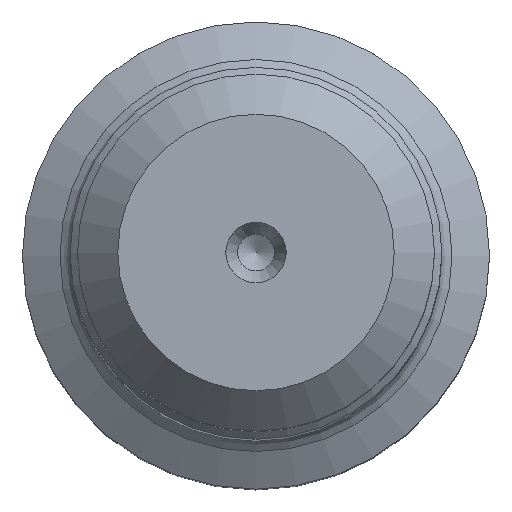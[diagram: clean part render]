
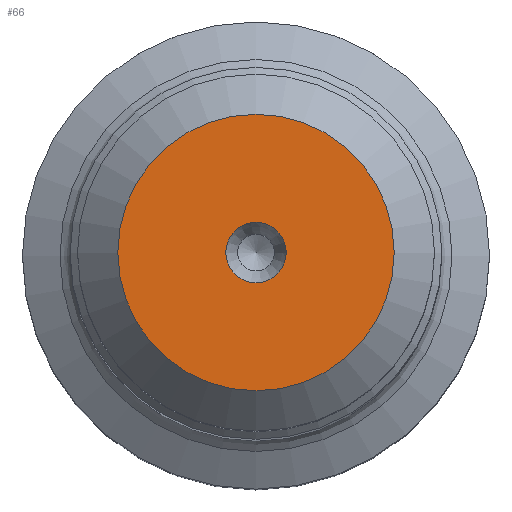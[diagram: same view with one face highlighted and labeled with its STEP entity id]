
A CAD part, top view. The second image highlights one B-rep face of the part: STEP entity #66.
In plain terms, the highlighted planar face has unit normal (0, 0, 1).
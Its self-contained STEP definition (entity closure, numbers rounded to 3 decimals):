
#46=PLANE('',#320);
#66=ADVANCED_FACE('',(#100,#101),#46,.F.);
#100=FACE_BOUND('',#138,.T.);
#101=FACE_BOUND('',#139,.T.);
#138=EDGE_LOOP('',(#176));
#139=EDGE_LOOP('',(#177));
#176=ORIENTED_EDGE('',*,*,#230,.T.);
#177=ORIENTED_EDGE('',*,*,#231,.T.);
#209=VERTEX_POINT('',#486);
#210=VERTEX_POINT('',#488);
#230=EDGE_CURVE('',#209,#209,#249,.T.);
#231=EDGE_CURVE('',#210,#210,#250,.T.);
#249=CIRCLE('',#318,1.65);
#250=CIRCLE('',#319,7.554);
#318=AXIS2_PLACEMENT_3D('',#485,#379,#380);
#319=AXIS2_PLACEMENT_3D('',#487,#381,#382);
#320=AXIS2_PLACEMENT_3D('',#489,#383,#384);
#379=DIRECTION('',(0.,0.,-1.));
#380=DIRECTION('',(-1.,0.,0.));
#381=DIRECTION('',(0.,0.,1.));
#382=DIRECTION('',(1.,0.,0.));
#383=DIRECTION('',(0.,0.,-1.));
#384=DIRECTION('',(-1.,0.,0.));
#485=CARTESIAN_POINT('',(0.,0.,0.));
#486=CARTESIAN_POINT('',(-1.65,0.,0.));
#487=CARTESIAN_POINT('',(0.,0.,0.));
#488=CARTESIAN_POINT('',(7.554,0.,0.));
#489=CARTESIAN_POINT('',(10.36,0.,0.));
